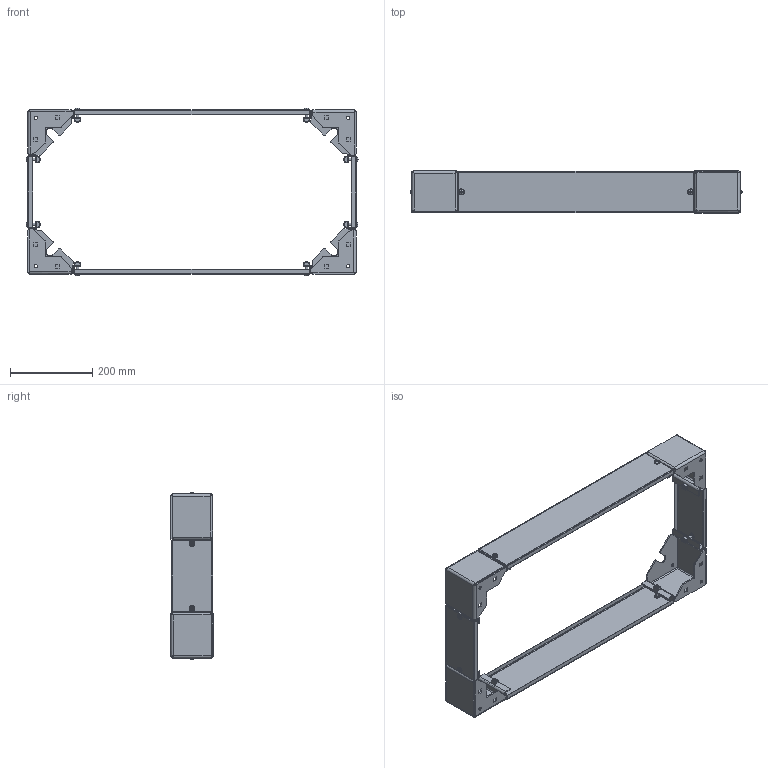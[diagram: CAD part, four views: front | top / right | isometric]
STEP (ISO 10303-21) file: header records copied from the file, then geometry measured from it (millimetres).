
FILE_DESCRIPTION (( 'STEP AP203' ), '1' );
FILE_NAME ('絊膰錪 FORD 400x800 EKF PROxima.STEP', '2020-10-26T06:22:02', ( '' ), ( '' ), 'SwSTEP 2.0', 'SolidWorks 2019', '' );
FILE_SCHEMA (( 'CONFIG_CONTROL_DESIGN' ));
Length unit declared in the file: millimetre
Products named in the file (6): Óãîëîê öîêîëÿ; Ïëàíêà öîêîëÿ 400; 妈眚 󊬳0 DIN967; 絊膰錪 FORD 400x800 EKF PROxima; Ïëàíêà öîêîëÿ 600; Ãàéêà êëåòåâàÿ Ì6
Assembly tree (24 placements, depth 2):
  絊膰錪 FORD 400x800 EKF PROxima
    Óãîëîê öîêîëÿ  x4
    Ïëàíêà öîêîëÿ 400  x2
    Ïëàíêà öîêîëÿ 600  x2
    Ãàéêà êëåòåâàÿ Ì6  x8
    妈眚 󊬳0 DIN967  x8
Bounding box: 808.87 x 102.8 x 408.87 mm (x, y, z)
Volume: 689207 mm3; surface area: 746363.9 mm2
Topology: 24 solids, 24 shells, 1216 faces, 3048 edges, 1872 vertices
Faces by surface type: plane 808, cylinder 352, bspline 40, cone 16
Entity records: 9736 total; most frequent: CARTESIAN_POINT 2334, DIRECTION 1312, ORIENTED_EDGE 1276, EDGE_CURVE 638, VECTOR 458, LINE 458, AXIS2_PLACEMENT_3D 427, VERTEX_POINT 380
